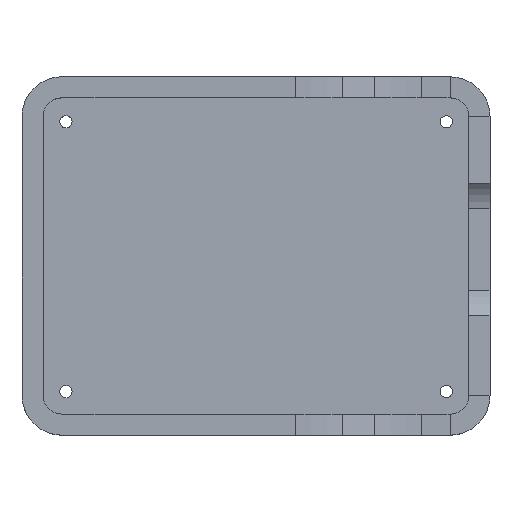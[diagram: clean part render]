
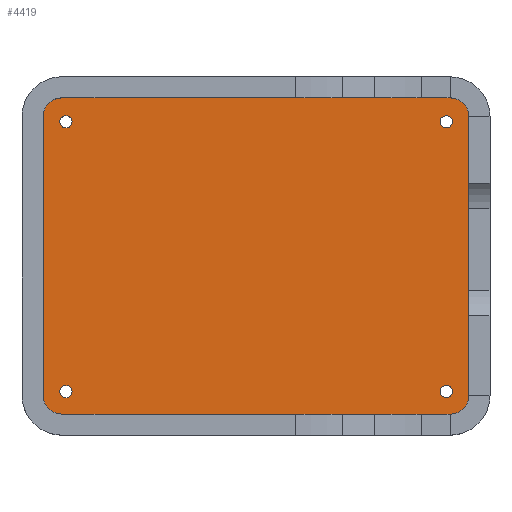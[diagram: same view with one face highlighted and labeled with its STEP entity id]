
A CAD part, top view. The second image highlights one B-rep face of the part: STEP entity #4419.
In plain terms, the highlighted planar face has unit normal (0, 0, 1).
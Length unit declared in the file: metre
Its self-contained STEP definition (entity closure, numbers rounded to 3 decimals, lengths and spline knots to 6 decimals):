
#377=CIRCLE('',#4723,0.004465);
#381=CIRCLE('',#4729,0.004465);
#384=CIRCLE('',#4734,0.00145);
#386=CIRCLE('',#4737,0.00145);
#388=CIRCLE('',#4740,0.00145);
#390=CIRCLE('',#4743,0.00145);
#392=CIRCLE('',#4746,0.004465);
#393=CIRCLE('',#4747,0.004465);
#664=ORIENTED_EDGE('',*,*,#2038,.F.);
#665=ORIENTED_EDGE('',*,*,#2036,.F.);
#666=ORIENTED_EDGE('',*,*,#2034,.F.);
#667=ORIENTED_EDGE('',*,*,#2032,.F.);
#668=ORIENTED_EDGE('',*,*,#2040,.T.);
#669=ORIENTED_EDGE('',*,*,#2041,.T.);
#670=ORIENTED_EDGE('',*,*,#2042,.T.);
#671=ORIENTED_EDGE('',*,*,#2028,.F.);
#672=ORIENTED_EDGE('',*,*,#2043,.F.);
#673=ORIENTED_EDGE('',*,*,#2021,.F.);
#674=ORIENTED_EDGE('',*,*,#2044,.F.);
#675=ORIENTED_EDGE('',*,*,#2045,.F.);
#2021=EDGE_CURVE('',#2709,#2710,#377,.T.);
#2028=EDGE_CURVE('',#2715,#2716,#381,.T.);
#2032=EDGE_CURVE('',#2717,#2717,#384,.T.);
#2034=EDGE_CURVE('',#2719,#2719,#386,.T.);
#2036=EDGE_CURVE('',#2721,#2721,#388,.T.);
#2038=EDGE_CURVE('',#2723,#2723,#390,.T.);
#2040=EDGE_CURVE('',#2725,#2726,#3082,.T.);
#2041=EDGE_CURVE('',#2726,#2727,#392,.T.);
#2042=EDGE_CURVE('',#2727,#2716,#3083,.T.);
#2043=EDGE_CURVE('',#2710,#2715,#3084,.T.);
#2044=EDGE_CURVE('',#2728,#2709,#3085,.T.);
#2045=EDGE_CURVE('',#2725,#2728,#393,.T.);
#2709=VERTEX_POINT('',#6417);
#2710=VERTEX_POINT('',#6419);
#2715=VERTEX_POINT('',#6432);
#2716=VERTEX_POINT('',#6434);
#2717=VERTEX_POINT('',#6441);
#2719=VERTEX_POINT('',#6446);
#2721=VERTEX_POINT('',#6451);
#2723=VERTEX_POINT('',#6456);
#2725=VERTEX_POINT('',#6461);
#2726=VERTEX_POINT('',#6462);
#2727=VERTEX_POINT('',#6464);
#2728=VERTEX_POINT('',#6468);
#3082=LINE('',#6460,#3466);
#3083=LINE('',#6465,#3467);
#3084=LINE('',#6466,#3468);
#3085=LINE('',#6467,#3469);
#3466=VECTOR('',#5217,1.);
#3467=VECTOR('',#5220,1.);
#3468=VECTOR('',#5221,1.);
#3469=VECTOR('',#5222,1.);
#3792=EDGE_LOOP('',(#664));
#3793=EDGE_LOOP('',(#665));
#3794=EDGE_LOOP('',(#666));
#3795=EDGE_LOOP('',(#667));
#3796=EDGE_LOOP('',(#668,#669,#670,#671,#672,#673,#674,#675));
#4064=FACE_BOUND('',#3792,.T.);
#4065=FACE_BOUND('',#3793,.T.);
#4066=FACE_BOUND('',#3794,.T.);
#4067=FACE_BOUND('',#3795,.T.);
#4068=FACE_BOUND('',#3796,.T.);
#4316=PLANE('',#4745);
#4419=ADVANCED_FACE('',(#4064,#4065,#4066,#4067,#4068),#4316,.T.);
#4723=AXIS2_PLACEMENT_3D('',#6418,#5167,#5168);
#4729=AXIS2_PLACEMENT_3D('',#6433,#5182,#5183);
#4734=AXIS2_PLACEMENT_3D('',#6440,#5193,#5194);
#4737=AXIS2_PLACEMENT_3D('',#6445,#5199,#5200);
#4740=AXIS2_PLACEMENT_3D('',#6450,#5205,#5206);
#4743=AXIS2_PLACEMENT_3D('',#6455,#5211,#5212);
#4745=AXIS2_PLACEMENT_3D('',#6459,#5215,#5216);
#4746=AXIS2_PLACEMENT_3D('',#6463,#5218,#5219);
#4747=AXIS2_PLACEMENT_3D('',#6469,#5223,#5224);
#5167=DIRECTION('',(0.,0.,-1.));
#5168=DIRECTION('',(1.,0.,0.));
#5182=DIRECTION('',(0.,0.,-1.));
#5183=DIRECTION('',(1.,0.,0.));
#5193=DIRECTION('',(0.,0.,1.));
#5194=DIRECTION('',(1.,0.,0.));
#5199=DIRECTION('',(0.,0.,1.));
#5200=DIRECTION('',(1.,0.,0.));
#5205=DIRECTION('',(0.,0.,1.));
#5206=DIRECTION('',(1.,0.,0.));
#5211=DIRECTION('',(0.,0.,1.));
#5212=DIRECTION('',(1.,0.,0.));
#5215=DIRECTION('',(0.,0.,1.));
#5216=DIRECTION('',(1.,0.,0.));
#5217=DIRECTION('',(0.,-1.,0.));
#5218=DIRECTION('',(0.,0.,1.));
#5219=DIRECTION('',(1.,0.,0.));
#5220=DIRECTION('',(1.,0.,0.));
#5221=DIRECTION('',(0.,-1.,0.));
#5222=DIRECTION('',(1.,0.,0.));
#5223=DIRECTION('',(0.,0.,-1.));
#5224=DIRECTION('',(1.,0.,0.));
#6417=CARTESIAN_POINT('',(0.05551,0.035954,0.0025));
#6418=CARTESIAN_POINT('',(0.05551,0.031489,0.0025));
#6419=CARTESIAN_POINT('',(0.059975,0.031489,0.0025));
#6432=CARTESIAN_POINT('',(0.059975,-0.034581,0.0025));
#6433=CARTESIAN_POINT('',(0.05551,-0.034581,0.0025));
#6434=CARTESIAN_POINT('',(0.05551,-0.039046,0.0025));
#6440=CARTESIAN_POINT('',(0.054605,0.030301,0.0025));
#6441=CARTESIAN_POINT('',(0.056055,0.030301,0.0025));
#6445=CARTESIAN_POINT('',(-0.035595,0.030301,0.0025));
#6446=CARTESIAN_POINT('',(-0.034145,0.030301,0.0025));
#6450=CARTESIAN_POINT('',(0.054605,-0.033699,0.0025));
#6451=CARTESIAN_POINT('',(0.056055,-0.033699,0.0025));
#6455=CARTESIAN_POINT('',(-0.035595,-0.033699,0.0025));
#6456=CARTESIAN_POINT('',(-0.034145,-0.033699,0.0025));
#6459=CARTESIAN_POINT('',(0.009475,-0.001546,0.0025));
#6460=CARTESIAN_POINT('',(-0.041025,-0.001546,0.0025));
#6461=CARTESIAN_POINT('',(-0.041025,0.031489,0.0025));
#6462=CARTESIAN_POINT('',(-0.041025,-0.034581,0.0025));
#6463=CARTESIAN_POINT('',(-0.03656,-0.034581,0.0025));
#6464=CARTESIAN_POINT('',(-0.03656,-0.039046,0.0025));
#6465=CARTESIAN_POINT('',(0.009475,-0.039046,0.0025));
#6466=CARTESIAN_POINT('',(0.059975,-0.001546,0.0025));
#6467=CARTESIAN_POINT('',(0.009475,0.035954,0.0025));
#6468=CARTESIAN_POINT('',(-0.03656,0.035954,0.0025));
#6469=CARTESIAN_POINT('',(-0.03656,0.031489,0.0025));
